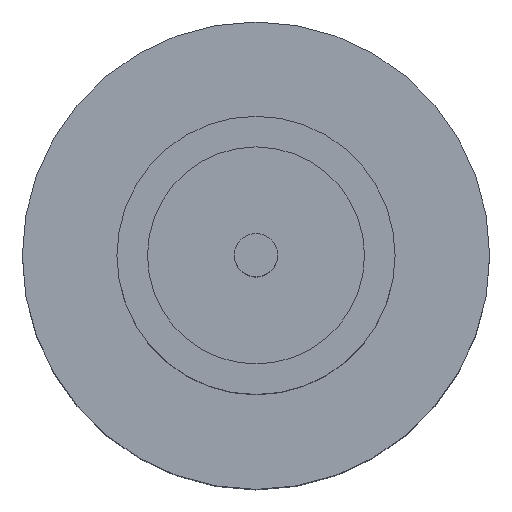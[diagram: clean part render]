
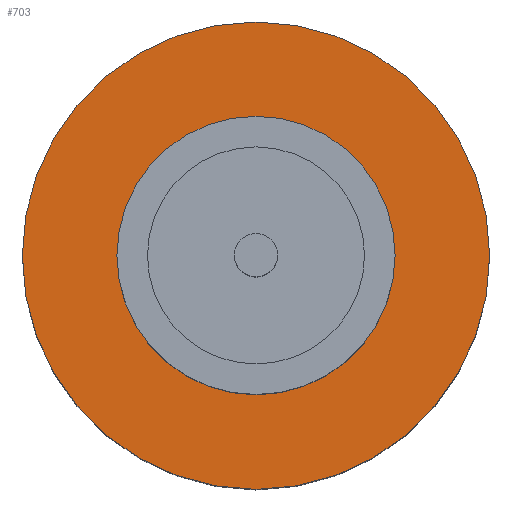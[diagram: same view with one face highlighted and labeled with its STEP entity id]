
A CAD part, top view. The second image highlights one B-rep face of the part: STEP entity #703.
In plain terms, the highlighted planar face has unit normal (0, 0, 1).
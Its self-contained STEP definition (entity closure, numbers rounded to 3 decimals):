
#7 = DIRECTION ( 'NONE',  ( 0., 0., 1. ) ) ;
#10 = EDGE_LOOP ( 'NONE', ( #948, #193 ) ) ;
#23 = ORIENTED_EDGE ( 'NONE', *, *, #725, .T. ) ;
#81 = DIRECTION ( 'NONE',  ( 0., 0., 1. ) ) ;
#85 = CIRCLE ( 'NONE', #838, 1.25 ) ;
#96 = CIRCLE ( 'NONE', #510, 2.1 ) ;
#128 = AXIS2_PLACEMENT_3D ( 'NONE', #298, #7, #155 ) ;
#150 = DIRECTION ( 'NONE',  ( 1., 0., 0. ) ) ;
#155 = DIRECTION ( 'NONE',  ( 1., 0., 0. ) ) ;
#193 = ORIENTED_EDGE ( 'NONE', *, *, #225, .F. ) ;
#201 = CIRCLE ( 'NONE', #128, 2.1 ) ;
#219 = CARTESIAN_POINT ( 'NONE',  ( 0., 0., 1.55 ) ) ;
#225 = EDGE_CURVE ( 'NONE', #724, #515, #85, .T. ) ;
#250 = CIRCLE ( 'NONE', #253, 1.25 ) ;
#253 = AXIS2_PLACEMENT_3D ( 'NONE', #219, #278, #506 ) ;
#278 = DIRECTION ( 'NONE',  ( 0., 0., 1. ) ) ;
#283 = CARTESIAN_POINT ( 'NONE',  ( 1.25, 0., 1.55 ) ) ;
#298 = CARTESIAN_POINT ( 'NONE',  ( 0., 0., 1.55 ) ) ;
#329 = DIRECTION ( 'NONE',  ( 1., 0., 0. ) ) ;
#355 = CARTESIAN_POINT ( 'NONE',  ( -2.1, 0., 1.55 ) ) ;
#382 = VERTEX_POINT ( 'NONE', #355 ) ;
#450 = CARTESIAN_POINT ( 'NONE',  ( -1.25, 0., 1.55 ) ) ;
#471 = EDGE_CURVE ( 'NONE', #515, #724, #250, .T. ) ;
#495 = AXIS2_PLACEMENT_3D ( 'NONE', #523, #81, #150 ) ;
#506 = DIRECTION ( 'NONE',  ( 1., 0., 0. ) ) ;
#510 = AXIS2_PLACEMENT_3D ( 'NONE', #955, #520, #891 ) ;
#515 = VERTEX_POINT ( 'NONE', #283 ) ;
#520 = DIRECTION ( 'NONE',  ( 0., 0., 1. ) ) ;
#523 = CARTESIAN_POINT ( 'NONE',  ( 0., 0., 1.55 ) ) ;
#634 = ORIENTED_EDGE ( 'NONE', *, *, #641, .T. ) ;
#641 = EDGE_CURVE ( 'NONE', #757, #382, #96, .T. ) ;
#703 = ADVANCED_FACE ( 'NONE', ( #913, #902 ), #766, .T. ) ;
#724 = VERTEX_POINT ( 'NONE', #450 ) ;
#725 = EDGE_CURVE ( 'NONE', #382, #757, #201, .T. ) ;
#757 = VERTEX_POINT ( 'NONE', #837 ) ;
#766 = PLANE ( 'NONE',  #495 ) ;
#837 = CARTESIAN_POINT ( 'NONE',  ( 2.1, 0., 1.55 ) ) ;
#838 = AXIS2_PLACEMENT_3D ( 'NONE', #905, #923, #329 ) ;
#891 = DIRECTION ( 'NONE',  ( 1., 0., 0. ) ) ;
#902 = FACE_OUTER_BOUND ( 'NONE', #917, .T. ) ;
#905 = CARTESIAN_POINT ( 'NONE',  ( 0., 0., 1.55 ) ) ;
#913 = FACE_BOUND ( 'NONE', #10, .T. ) ;
#917 = EDGE_LOOP ( 'NONE', ( #23, #634 ) ) ;
#923 = DIRECTION ( 'NONE',  ( 0., 0., 1. ) ) ;
#948 = ORIENTED_EDGE ( 'NONE', *, *, #471, .F. ) ;
#955 = CARTESIAN_POINT ( 'NONE',  ( 0., 0., 1.55 ) ) ;
